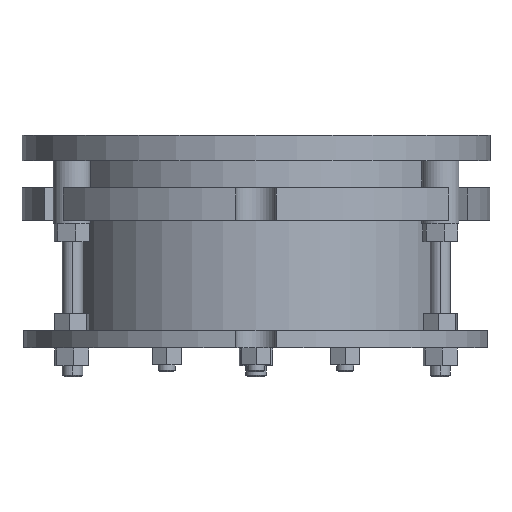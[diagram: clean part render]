
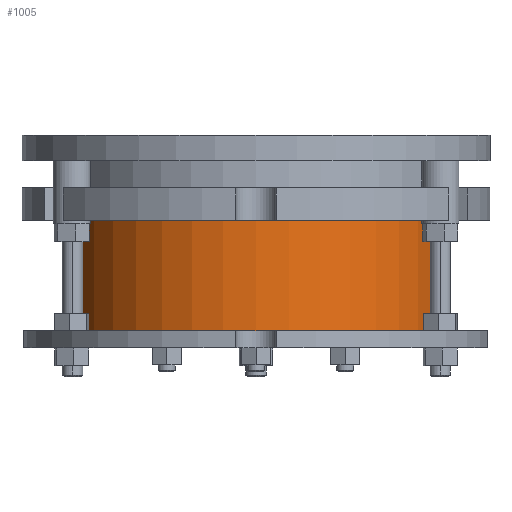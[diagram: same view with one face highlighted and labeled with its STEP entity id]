
A CAD part, front view. The second image highlights one B-rep face of the part: STEP entity #1005.
In plain terms, the highlighted cylindrical face has radius 110 mm (diameter 220 mm), a partial arc.
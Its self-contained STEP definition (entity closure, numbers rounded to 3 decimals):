
#403 = VERTEX_POINT ( 'NONE', #3561 ) ;
#469 = EDGE_CURVE ( 'NONE', #403, #484, #3676, .T. ) ;
#473 = EDGE_CURVE ( 'NONE', #477, #481, #3727, .T. ) ;
#477 = VERTEX_POINT ( 'NONE', #3699 ) ;
#481 = VERTEX_POINT ( 'NONE', #3743 ) ;
#484 = VERTEX_POINT ( 'NONE', #3741 ) ;
#866 = EDGE_CURVE ( 'NONE', #484, #481, #4603, .T. ) ;
#927 = EDGE_LOOP ( 'NONE', ( #928, #929, #931, #932 ) ) ;
#928 = ORIENTED_EDGE ( 'NONE', *, *, #469, .F. ) ;
#929 = ORIENTED_EDGE ( 'NONE', *, *, #930, .F. ) ;
#930 = EDGE_CURVE ( 'NONE', #477, #403, #4692, .T. ) ;
#931 = ORIENTED_EDGE ( 'NONE', *, *, #473, .T. ) ;
#932 = ORIENTED_EDGE ( 'NONE', *, *, #866, .F. ) ;
#1005 = ADVANCED_FACE ( 'NONE', ( #4816 ), #4815, .T. ) ;
#3561 = CARTESIAN_POINT ( 'NONE',  ( 110., 0., 74.7 ) ) ;
#3673 = DIRECTION ( 'NONE',  ( 0., 0., -1. ) ) ;
#3674 = VECTOR ( 'NONE', #3673, 1000. ) ;
#3675 = CARTESIAN_POINT ( 'NONE',  ( 110., 0., 74.7 ) ) ;
#3676 = LINE ( 'NONE', #3675, #3674 ) ;
#3699 = CARTESIAN_POINT ( 'NONE',  ( -110., 0., 74.7 ) ) ;
#3724 = DIRECTION ( 'NONE',  ( 0., 0., -1. ) ) ;
#3725 = VECTOR ( 'NONE', #3724, 1000. ) ;
#3726 = CARTESIAN_POINT ( 'NONE',  ( -110., 0., 74.7 ) ) ;
#3727 = LINE ( 'NONE', #3726, #3725 ) ;
#3741 = CARTESIAN_POINT ( 'NONE',  ( 110., 0., 10. ) ) ;
#3743 = CARTESIAN_POINT ( 'NONE',  ( -110., 0., 10. ) ) ;
#4599 = DIRECTION ( 'NONE',  ( -1., 0., 0. ) ) ;
#4600 = DIRECTION ( 'NONE',  ( 0., 0., -1. ) ) ;
#4601 = CARTESIAN_POINT ( 'NONE',  ( 0., 0., 10. ) ) ;
#4602 = AXIS2_PLACEMENT_3D ( 'NONE', #4601, #4600, #4599 ) ;
#4603 = CIRCLE ( 'NONE', #4602, 110. ) ;
#4688 = DIRECTION ( 'NONE',  ( 1., 0., 0. ) ) ;
#4689 = DIRECTION ( 'NONE',  ( 0., 0., 1. ) ) ;
#4690 = CARTESIAN_POINT ( 'NONE',  ( 0., 0., 74.7 ) ) ;
#4691 = AXIS2_PLACEMENT_3D ( 'NONE', #4690, #4689, #4688 ) ;
#4692 = CIRCLE ( 'NONE', #4691, 110. ) ;
#4810 = DIRECTION ( 'NONE',  ( -1., 0., 0. ) ) ;
#4811 = DIRECTION ( 'NONE',  ( 0., 0., -1. ) ) ;
#4812 = AXIS2_PLACEMENT_3D ( 'NONE', #4814, #4811, #4810 ) ;
#4814 = CARTESIAN_POINT ( 'NONE',  ( 0., 0., 74.7 ) ) ;
#4815 = CYLINDRICAL_SURFACE ( 'NONE', #4812, 110. ) ;
#4816 = FACE_OUTER_BOUND ( 'NONE', #927, .T. ) ;
